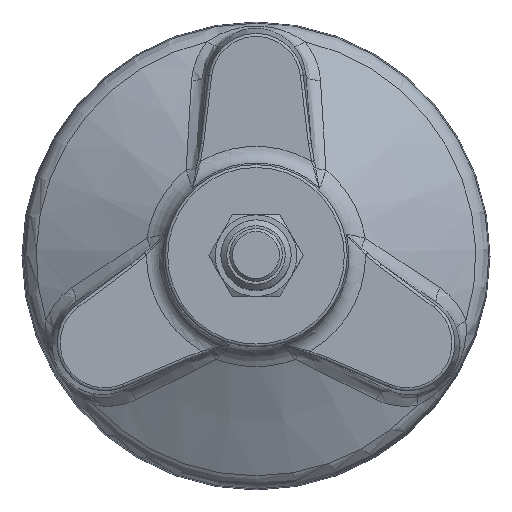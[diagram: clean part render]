
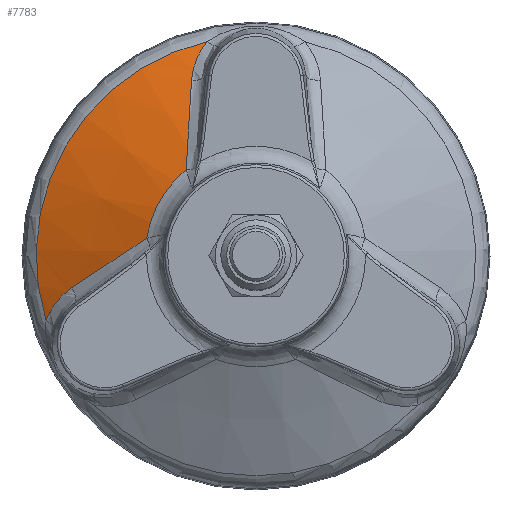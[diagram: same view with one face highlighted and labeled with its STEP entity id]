
A CAD part, top view. The second image highlights one B-rep face of the part: STEP entity #7783.
In plain terms, the highlighted conical face has half-angle 64 degrees and reference radius 39.608 mm.
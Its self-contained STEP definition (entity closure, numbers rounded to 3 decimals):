
#589=CONICAL_SURFACE('',#8180,39.608,1.117);
#783=B_SPLINE_CURVE_WITH_KNOTS('',3,(#10910,#10911,#10912,#10913,#10914,
#10915,#10916,#10917,#10918,#10919,#10920,#10921,#10922,#10923,#10924,#10925,
#10926,#10927),.UNSPECIFIED.,.F.,.F.,(4,1,1,1,1,1,1,1,1,1,1,1,1,1,1,4),
(0.,0.031,0.063,0.125,0.188,0.25,0.375,0.5,0.625,0.75,0.813,0.875,
0.906,0.938,0.969,1.),.UNSPECIFIED.);
#784=B_SPLINE_CURVE_WITH_KNOTS('',3,(#10929,#10930,#10931,#10932,#10933,
#10934,#10935,#10936,#10937,#10938,#10939,#10940,#10941,#10942,#10943,#10944,
#10945,#10946),.UNSPECIFIED.,.F.,.F.,(4,1,1,1,1,1,1,1,1,1,1,1,1,1,1,4),
(0.,0.031,0.063,0.094,0.125,0.188,0.25,0.375,0.5,0.625,0.75,0.813,
0.875,0.938,0.969,1.),.UNSPECIFIED.);
#785=B_SPLINE_CURVE_WITH_KNOTS('',3,(#10948,#10949,#10950,#10951,#10952,
#10953,#10954,#10955,#10956,#10957,#10958,#10959,#10960,#10961,#10962,#10963,
#10964,#10965,#10966),.UNSPECIFIED.,.F.,.F.,(4,1,1,1,1,1,1,1,1,1,1,1,1,
1,1,1,4),(0.,0.125,0.25,0.375,0.438,0.469,0.5,0.531,0.563,0.625,0.688,
0.719,0.75,0.781,0.813,0.875,1.),.UNSPECIFIED.);
#786=B_SPLINE_CURVE_WITH_KNOTS('',3,(#10967,#10968,#10969,#10970,#10971,
#10972,#10973,#10974,#10975,#10976,#10977,#10978,#10979,#10980,#10981,#10982,
#10983,#10984,#10985),.UNSPECIFIED.,.F.,.F.,(4,1,1,1,1,1,1,1,1,1,1,1,1,
1,1,1,4),(0.,0.125,0.188,0.219,0.25,0.281,0.313,0.375,0.438,0.469,
0.5,0.531,0.563,0.625,0.75,0.875,1.),.UNSPECIFIED.);
#1116=ORIENTED_EDGE('',*,*,#2709,.T.);
#1117=ORIENTED_EDGE('',*,*,#2670,.F.);
#1118=ORIENTED_EDGE('',*,*,#2710,.T.);
#1119=ORIENTED_EDGE('',*,*,#2711,.T.);
#1120=ORIENTED_EDGE('',*,*,#2650,.T.);
#1121=ORIENTED_EDGE('',*,*,#2712,.T.);
#2650=EDGE_CURVE('',#3453,#3452,#3986,.T.);
#2670=EDGE_CURVE('',#3471,#3472,#3997,.T.);
#2709=EDGE_CURVE('',#3504,#3472,#783,.T.);
#2710=EDGE_CURVE('',#3471,#3505,#784,.T.);
#2711=EDGE_CURVE('',#3505,#3453,#785,.T.);
#2712=EDGE_CURVE('',#3452,#3504,#786,.T.);
#3452=VERTEX_POINT('',#10219);
#3453=VERTEX_POINT('',#10221);
#3471=VERTEX_POINT('',#10393);
#3472=VERTEX_POINT('',#10394);
#3504=VERTEX_POINT('',#10928);
#3505=VERTEX_POINT('',#10947);
#3986=CIRCLE('',#8148,18.945);
#3997=CIRCLE('',#8165,37.574);
#4306=EDGE_LOOP('',(#1116,#1117,#1118,#1119,#1120,#1121));
#4751=FACE_BOUND('',#4306,.T.);
#7783=ADVANCED_FACE('',(#4751),#589,.T.);
#8148=AXIS2_PLACEMENT_3D('',#10220,#8773,#8774);
#8165=AXIS2_PLACEMENT_3D('',#10392,#8807,#8808);
#8180=AXIS2_PLACEMENT_3D('',#10909,#8848,#8849);
#8773=DIRECTION('',(0.,0.,-1.));
#8774=DIRECTION('',(0.,-1.,0.));
#8807=DIRECTION('',(0.,0.,-1.));
#8808=DIRECTION('',(0.,-1.,0.));
#8848=DIRECTION('',(0.,0.,-1.));
#8849=DIRECTION('',(0.,-1.,0.));
#10219=CARTESIAN_POINT('',(-11.927,4.719,14.558));
#10220=CARTESIAN_POINT('',(0.,-10.,14.558));
#10221=CARTESIAN_POINT('',(-18.711,-7.031,14.558));
#10392=CARTESIAN_POINT('',(0.,-10.,5.472));
#10393=CARTESIAN_POINT('',(-35.891,-21.119,5.472));
#10394=CARTESIAN_POINT('',(-8.316,26.642,5.472));
#10909=CARTESIAN_POINT('',(0.,-10.,4.48));
#10910=CARTESIAN_POINT('',(-11.02,19.99,8.215));
#10911=CARTESIAN_POINT('',(-11.014,20.083,8.173));
#10912=CARTESIAN_POINT('',(-11.,20.257,8.096));
#10913=CARTESIAN_POINT('',(-10.98,20.481,7.996));
#10914=CARTESIAN_POINT('',(-10.93,20.886,7.819));
#10915=CARTESIAN_POINT('',(-10.86,21.315,7.633));
#10916=CARTESIAN_POINT('',(-10.739,21.908,7.378));
#10917=CARTESIAN_POINT('',(-10.547,22.631,7.073));
#10918=CARTESIAN_POINT('',(-10.243,23.492,6.717));
#10919=CARTESIAN_POINT('',(-9.868,24.33,6.377));
#10920=CARTESIAN_POINT('',(-9.498,25.003,6.109));
#10921=CARTESIAN_POINT('',(-9.166,25.526,5.904));
#10922=CARTESIAN_POINT('',(-8.944,25.847,5.779));
#10923=CARTESIAN_POINT('',(-8.762,26.093,5.683));
#10924=CARTESIAN_POINT('',(-8.607,26.292,5.607));
#10925=CARTESIAN_POINT('',(-8.502,26.421,5.557));
#10926=CARTESIAN_POINT('',(-8.382,26.565,5.502));
#10927=CARTESIAN_POINT('',(-8.316,26.642,5.472));
#10928=CARTESIAN_POINT('',(-11.02,19.99,8.215));
#10929=CARTESIAN_POINT('',(-35.891,-21.119,5.472));
#10930=CARTESIAN_POINT('',(-35.857,-21.023,5.502));
#10931=CARTESIAN_POINT('',(-35.793,-20.848,5.557));
#10932=CARTESIAN_POINT('',(-35.733,-20.692,5.607));
#10933=CARTESIAN_POINT('',(-35.638,-20.459,5.683));
#10934=CARTESIAN_POINT('',(-35.516,-20.178,5.779));
#10935=CARTESIAN_POINT('',(-35.35,-19.825,5.904));
#10936=CARTESIAN_POINT('',(-35.062,-19.276,6.109));
#10937=CARTESIAN_POINT('',(-34.664,-18.619,6.377));
#10938=CARTESIAN_POINT('',(-34.126,-17.875,6.717));
#10939=CARTESIAN_POINT('',(-33.533,-17.181,7.073));
#10940=CARTESIAN_POINT('',(-33.003,-16.654,7.378));
#10941=CARTESIAN_POINT('',(-32.55,-16.253,7.632));
#10942=CARTESIAN_POINT('',(-32.213,-15.977,7.819));
#10943=CARTESIAN_POINT('',(-31.887,-15.732,7.996));
#10944=CARTESIAN_POINT('',(-31.703,-15.602,8.096));
#10945=CARTESIAN_POINT('',(-31.56,-15.504,8.173));
#10946=CARTESIAN_POINT('',(-31.482,-15.451,8.215));
#10947=CARTESIAN_POINT('',(-31.482,-15.451,8.215));
#10948=CARTESIAN_POINT('',(-31.482,-15.451,8.215));
#10949=CARTESIAN_POINT('',(-30.896,-15.061,8.529));
#10950=CARTESIAN_POINT('',(-29.754,-14.299,9.137));
#10951=CARTESIAN_POINT('',(-28.126,-13.218,9.993));
#10952=CARTESIAN_POINT('',(-26.837,-12.364,10.66));
#10953=CARTESIAN_POINT('',(-25.978,-11.797,11.098));
#10954=CARTESIAN_POINT('',(-25.487,-11.473,11.347));
#10955=CARTESIAN_POINT('',(-25.155,-11.254,11.514));
#10956=CARTESIAN_POINT('',(-24.709,-10.96,11.738));
#10957=CARTESIAN_POINT('',(-24.164,-10.601,12.009));
#10958=CARTESIAN_POINT('',(-23.482,-10.153,12.346));
#10959=CARTESIAN_POINT('',(-22.83,-9.724,12.663));
#10960=CARTESIAN_POINT('',(-22.31,-9.383,12.913));
#10961=CARTESIAN_POINT('',(-21.949,-9.147,13.085));
#10962=CARTESIAN_POINT('',(-21.505,-8.856,13.295));
#10963=CARTESIAN_POINT('',(-20.953,-8.495,13.553));
#10964=CARTESIAN_POINT('',(-19.994,-7.868,13.994));
#10965=CARTESIAN_POINT('',(-19.215,-7.36,14.34));
#10966=CARTESIAN_POINT('',(-18.711,-7.031,14.558));
#10967=CARTESIAN_POINT('',(-11.927,4.719,14.558));
#10968=CARTESIAN_POINT('',(-11.894,5.32,14.34));
#10969=CARTESIAN_POINT('',(-11.844,6.249,13.994));
#10970=CARTESIAN_POINT('',(-11.78,7.393,13.553));
#10971=CARTESIAN_POINT('',(-11.743,8.052,13.295));
#10972=CARTESIAN_POINT('',(-11.713,8.582,13.085));
#10973=CARTESIAN_POINT('',(-11.689,9.012,12.913));
#10974=CARTESIAN_POINT('',(-11.654,9.633,12.663));
#10975=CARTESIAN_POINT('',(-11.609,10.413,12.346));
#10976=CARTESIAN_POINT('',(-11.561,11.227,12.009));
#10977=CARTESIAN_POINT('',(-11.523,11.878,11.738));
#10978=CARTESIAN_POINT('',(-11.491,12.412,11.514));
#10979=CARTESIAN_POINT('',(-11.468,12.809,11.347));
#10980=CARTESIAN_POINT('',(-11.432,13.396,11.098));
#10981=CARTESIAN_POINT('',(-11.371,14.423,10.66));
#10982=CARTESIAN_POINT('',(-11.276,15.967,9.993));
#10983=CARTESIAN_POINT('',(-11.154,17.917,9.138));
#10984=CARTESIAN_POINT('',(-11.066,19.287,8.529));
#10985=CARTESIAN_POINT('',(-11.02,19.99,8.215));
